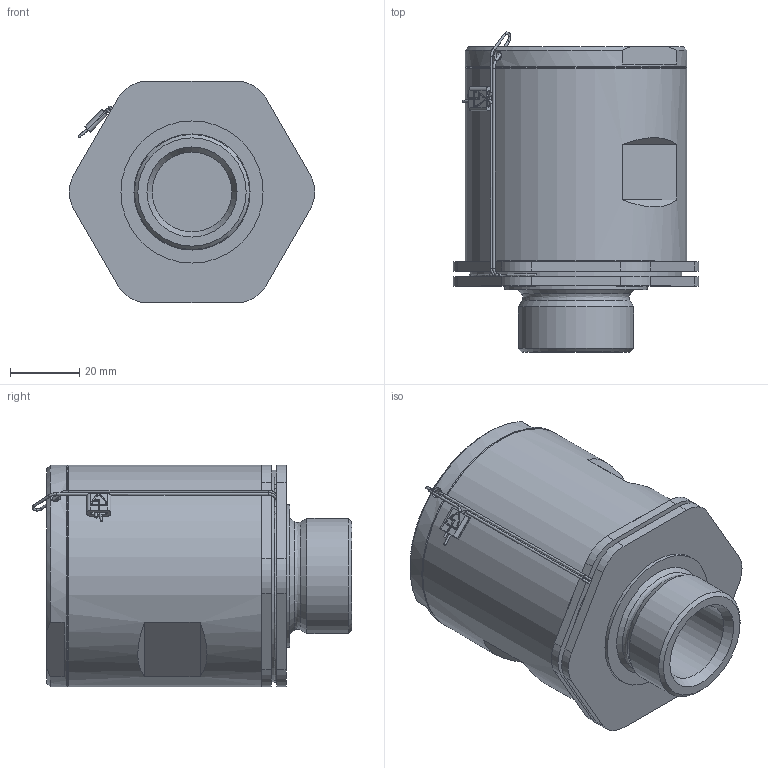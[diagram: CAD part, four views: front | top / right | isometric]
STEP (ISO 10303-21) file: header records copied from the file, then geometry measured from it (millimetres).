
FILE_DESCRIPTION (( 'STEP AP214' ), '1' );
FILE_NAME ('1960_25_MF_2520.STEP', '2019-09-05T13:32:17', ( '' ), ( '' ), 'SwSTEP 2.0', 'SolidWorks 2018', '' );
FILE_SCHEMA (( 'AUTOMOTIVE_DESIGN' ));
Length unit declared in the file: millimetre
Products named in the file (1): 1960_25_MF_2520
Bounding box: 70.81 x 92.27 x 64 mm (x, y, z)
Volume: 149360.3 mm3; surface area: 55005 mm2
Topology: 5 solids, 5 shells, 192 faces, 467 edges, 300 vertices
Faces by surface type: plane 82, cylinder 57, cone 27, bspline 26
Full cylindrical faces by diameter (mm): 0.7 x2, 2 x1, 3 x1, 11.5 x4, 23 x2, 24.117 x1, 29.3 x1, 33.2 x1, 41 x1, 54 x2, 54.38 x2, 56 x2, 57 x2, 61 x3, 64 x2
Entity records: 7013 total; most frequent: CARTESIAN_POINT 2986, DIRECTION 804, ORIENTED_EDGE 706, EDGE_CURVE 353, AXIS2_PLACEMENT_3D 315, EDGE_LOOP 302, VERTEX_POINT 265, FACE_OUTER_BOUND 245
